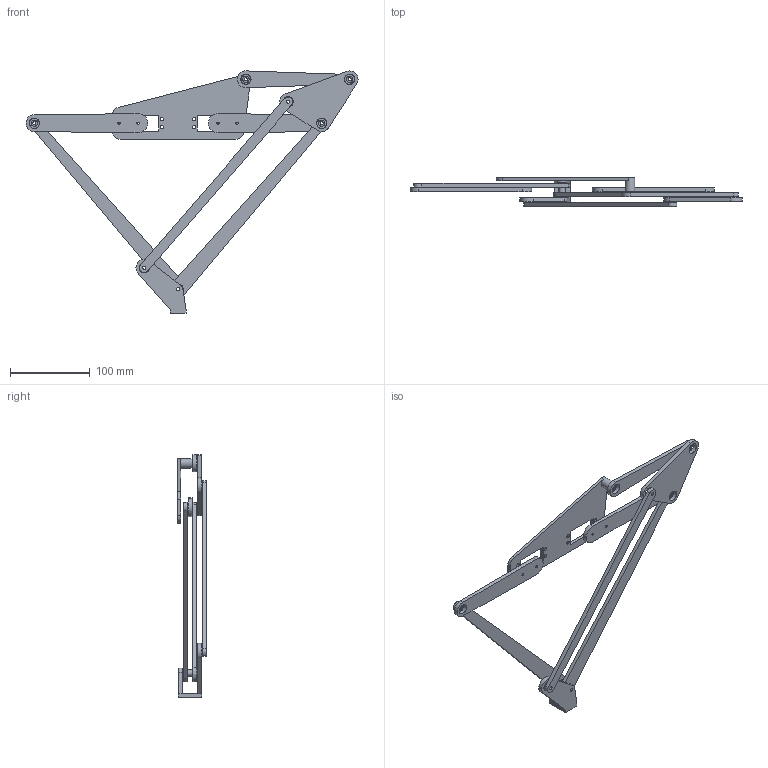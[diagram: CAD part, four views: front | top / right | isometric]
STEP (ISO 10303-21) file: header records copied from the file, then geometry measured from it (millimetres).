
FILE_DESCRIPTION(/* description */ (''),/* implementation_level */ '2;1');
FILE_NAME(/* name */ '2D Delta.step',/* time_stamp */ '2025-04-14T17:28:33+02:00',/* author */ (''),/* organization */ (''),/* preprocessor_version */ 'ST-DEVELOPER v20.1',/* originating_system */ 'Autodesk Translation Framework v14.4.0.0',/* authorisation */ '');
FILE_SCHEMA (('AUTOMOTIVE_DESIGN { 1 0 10303 214 3 1 1 }'));
Length unit declared in the file: millimetre
Products named in the file (12): 2D Delta 2; Left upper arm; Right upper arm; Left lower arm; Right lower arm; Helper triangle; Upper helper arm; Lower helper arm; Flange; Servo mount; Flange washer; Helper triangle washer
Assembly tree (11 placements, depth 2):
  2D Delta 2
    Left upper arm
    Right upper arm
    Left lower arm
    Right lower arm
    Helper triangle
    Upper helper arm
    Lower helper arm
    Flange
    Servo mount
    Flange washer
    Helper triangle washer
Bounding box: 415.97 x 36 x 303.4 mm (x, y, z)
Volume: 171510.9 mm3; surface area: 96009.8 mm2
Topology: 11 solids, 11 shells, 151 faces, 347 edges, 230 vertices
Faces by surface type: plane 77, cylinder 74
Full cylindrical faces by diameter (mm): 3 x4, 4 x18, 7.5 x2, 8 x10, 9.3 x1, 12 x1, 13 x9
Entity records: 4828 total; most frequent: DIRECTION 845, CARTESIAN_POINT 751, ORIENTED_EDGE 694, EDGE_CURVE 347, AXIS2_PLACEMENT_3D 324, EDGE_LOOP 231, VERTEX_POINT 230, LINE 197
